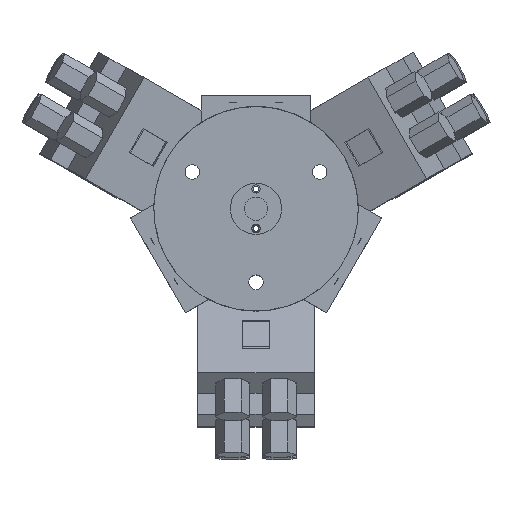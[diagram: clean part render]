
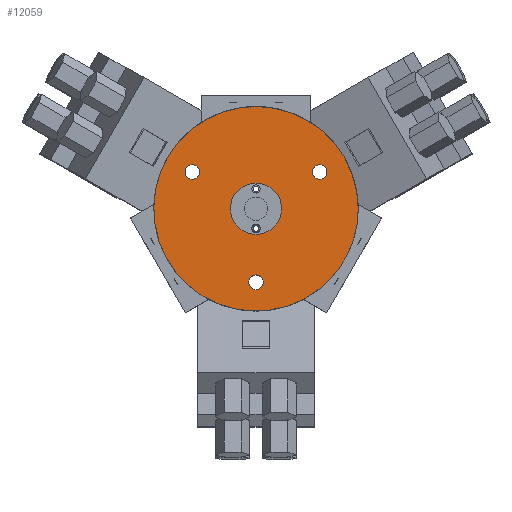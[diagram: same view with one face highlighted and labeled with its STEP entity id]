
A CAD part, top view. The second image highlights one B-rep face of the part: STEP entity #12059.
In plain terms, the highlighted face is planar.
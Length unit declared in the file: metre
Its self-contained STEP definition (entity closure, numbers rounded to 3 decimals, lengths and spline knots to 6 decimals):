
#445=CIRCLE('',#13129,0.005556);
#492=CIRCLE('',#13239,0.001588);
#493=CIRCLE('',#13240,0.001588);
#494=CIRCLE('',#13241,0.001588);
#495=CIRCLE('',#13242,0.022225);
#2866=ORIENTED_EDGE('',*,*,#4864,.F.);
#2867=ORIENTED_EDGE('',*,*,#5021,.T.);
#2868=ORIENTED_EDGE('',*,*,#5022,.T.);
#2869=ORIENTED_EDGE('',*,*,#5023,.T.);
#2870=ORIENTED_EDGE('',*,*,#5024,.F.);
#4864=EDGE_CURVE('',#6173,#6173,#445,.T.);
#5021=EDGE_CURVE('',#6299,#6299,#492,.T.);
#5022=EDGE_CURVE('',#6300,#6300,#493,.T.);
#5023=EDGE_CURVE('',#6301,#6301,#494,.T.);
#5024=EDGE_CURVE('',#6302,#6302,#495,.T.);
#6173=VERTEX_POINT('',#19387);
#6299=VERTEX_POINT('',#19793);
#6300=VERTEX_POINT('',#19795);
#6301=VERTEX_POINT('',#19797);
#6302=VERTEX_POINT('',#19799);
#9636=EDGE_LOOP('',(#2866));
#9637=EDGE_LOOP('',(#2867));
#9638=EDGE_LOOP('',(#2868));
#9639=EDGE_LOOP('',(#2869));
#9640=EDGE_LOOP('',(#2870));
#10674=FACE_BOUND('',#9636,.T.);
#10675=FACE_BOUND('',#9637,.T.);
#10676=FACE_BOUND('',#9638,.T.);
#10677=FACE_BOUND('',#9639,.T.);
#10678=FACE_BOUND('',#9640,.T.);
#11356=PLANE('',#13238);
#12059=ADVANCED_FACE('',(#10674,#10675,#10676,#10677,#10678),#11356,.F.);
#13129=AXIS2_PLACEMENT_3D('',#19386,#15724,#15725);
#13238=AXIS2_PLACEMENT_3D('',#19791,#16047,#16048);
#13239=AXIS2_PLACEMENT_3D('',#19792,#16049,#16050);
#13240=AXIS2_PLACEMENT_3D('',#19794,#16051,#16052);
#13241=AXIS2_PLACEMENT_3D('',#19796,#16053,#16054);
#13242=AXIS2_PLACEMENT_3D('',#19798,#16055,#16056);
#15724=DIRECTION('',(0.,0.,-1.));
#15725=DIRECTION('',(0.866,0.5,0.));
#16047=DIRECTION('',(0.,0.,1.));
#16048=DIRECTION('',(-0.866,-0.5,0.));
#16049=DIRECTION('',(0.,0.,1.));
#16050=DIRECTION('',(-0.866,-0.5,0.));
#16051=DIRECTION('',(0.,0.,1.));
#16052=DIRECTION('',(-0.866,-0.5,0.));
#16053=DIRECTION('',(0.,0.,1.));
#16054=DIRECTION('',(-0.866,-0.5,0.));
#16055=DIRECTION('',(0.,0.,1.));
#16056=DIRECTION('',(-0.866,-0.5,0.));
#19386=CARTESIAN_POINT('',(0.,0.,-0.002667));
#19387=CARTESIAN_POINT('',(0.004812,0.002778,-0.002667));
#19791=CARTESIAN_POINT('',(0.,0.,-0.002667));
#19792=CARTESIAN_POINT('',(-0.015985,0.,-0.002667));
#19793=CARTESIAN_POINT('',(-0.017359,-0.000794,-0.002667));
#19794=CARTESIAN_POINT('',(0.007992,0.013843,-0.002667));
#19795=CARTESIAN_POINT('',(0.006617,0.013049,-0.002667));
#19796=CARTESIAN_POINT('',(0.007992,-0.013843,-0.002667));
#19797=CARTESIAN_POINT('',(0.006617,-0.014637,-0.002667));
#19798=CARTESIAN_POINT('',(0.,0.,-0.002667));
#19799=CARTESIAN_POINT('',(-0.019247,-0.011113,-0.002667));
